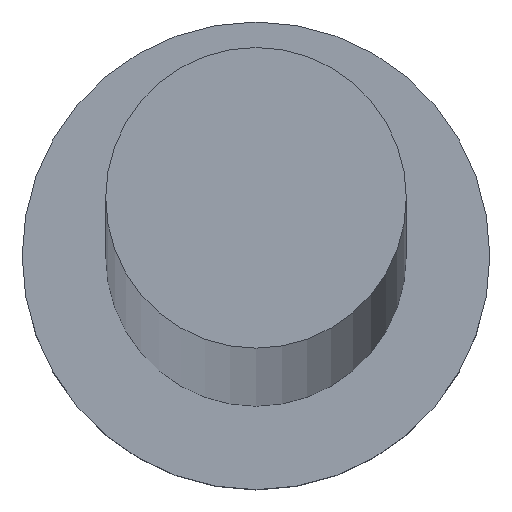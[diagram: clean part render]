
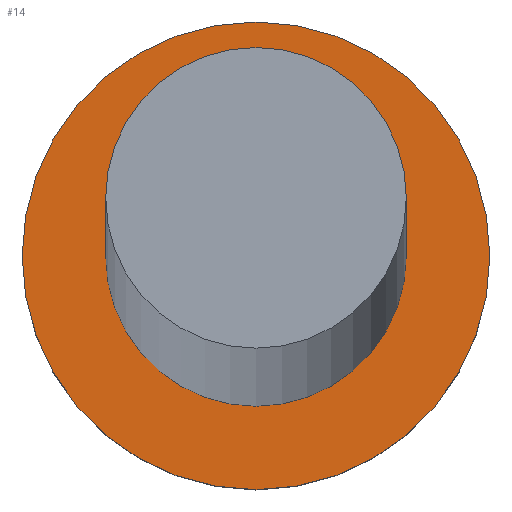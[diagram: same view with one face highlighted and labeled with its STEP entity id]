
A CAD part, top view. The second image highlights one B-rep face of the part: STEP entity #14.
In plain terms, the highlighted planar face has unit normal (0, 0, 1).
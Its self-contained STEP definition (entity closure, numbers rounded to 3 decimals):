
#1 = CARTESIAN_POINT ( 'NONE',  ( 4.5, 0., 5. ) ) ;
#14 = ADVANCED_FACE ( 'NONE', ( #144, #210 ), #30, .T. ) ;
#23 = EDGE_LOOP ( 'NONE', ( #123, #127 ) ) ;
#24 = VERTEX_POINT ( 'NONE', #78 ) ;
#25 = EDGE_CURVE ( 'NONE', #67, #156, #137, .T. ) ;
#27 = CARTESIAN_POINT ( 'NONE',  ( 0., 0., 5. ) ) ;
#30 = PLANE ( 'NONE',  #200 ) ;
#50 = DIRECTION ( 'NONE',  ( 1., 0., 0. ) ) ;
#57 = CARTESIAN_POINT ( 'NONE',  ( 7., 0., 5. ) ) ;
#62 = CARTESIAN_POINT ( 'NONE',  ( 0., 0., 5. ) ) ;
#67 = VERTEX_POINT ( 'NONE', #205 ) ;
#70 = CARTESIAN_POINT ( 'NONE',  ( 0., 0., 5. ) ) ;
#78 = CARTESIAN_POINT ( 'NONE',  ( -7., 0., 5. ) ) ;
#83 = EDGE_LOOP ( 'NONE', ( #230, #105 ) ) ;
#84 = AXIS2_PLACEMENT_3D ( 'NONE', #27, #180, #50 ) ;
#98 = EDGE_CURVE ( 'NONE', #249, #24, #103, .T. ) ;
#103 = CIRCLE ( 'NONE', #84, 7. ) ;
#105 = ORIENTED_EDGE ( 'NONE', *, *, #202, .F. ) ;
#106 = DIRECTION ( 'NONE',  ( 0., 0., 1. ) ) ;
#109 = DIRECTION ( 'NONE',  ( 1., 0., 0. ) ) ;
#110 = CARTESIAN_POINT ( 'NONE',  ( 0., 0., 5. ) ) ;
#111 = AXIS2_PLACEMENT_3D ( 'NONE', #62, #141, #207 ) ;
#123 = ORIENTED_EDGE ( 'NONE', *, *, #165, .T. ) ;
#127 = ORIENTED_EDGE ( 'NONE', *, *, #98, .T. ) ;
#131 = DIRECTION ( 'NONE',  ( 1., 0., 0. ) ) ;
#135 = DIRECTION ( 'NONE',  ( 0., 0., 1. ) ) ;
#136 = DIRECTION ( 'NONE',  ( 1., 0., 0. ) ) ;
#137 = CIRCLE ( 'NONE', #111, 4.5 ) ;
#141 = DIRECTION ( 'NONE',  ( 0., 0., 1. ) ) ;
#144 = FACE_BOUND ( 'NONE', #83, .T. ) ;
#152 = CARTESIAN_POINT ( 'NONE',  ( 0., 0., 5. ) ) ;
#156 = VERTEX_POINT ( 'NONE', #1 ) ;
#165 = EDGE_CURVE ( 'NONE', #24, #249, #173, .T. ) ;
#173 = CIRCLE ( 'NONE', #206, 7. ) ;
#177 = CIRCLE ( 'NONE', #213, 4.5 ) ;
#180 = DIRECTION ( 'NONE',  ( 0., 0., 1. ) ) ;
#200 = AXIS2_PLACEMENT_3D ( 'NONE', #110, #106, #109 ) ;
#202 = EDGE_CURVE ( 'NONE', #156, #67, #177, .T. ) ;
#205 = CARTESIAN_POINT ( 'NONE',  ( -4.5, 0., 5. ) ) ;
#206 = AXIS2_PLACEMENT_3D ( 'NONE', #70, #234, #131 ) ;
#207 = DIRECTION ( 'NONE',  ( 1., 0., 0. ) ) ;
#210 = FACE_OUTER_BOUND ( 'NONE', #23, .T. ) ;
#213 = AXIS2_PLACEMENT_3D ( 'NONE', #152, #135, #136 ) ;
#230 = ORIENTED_EDGE ( 'NONE', *, *, #25, .F. ) ;
#234 = DIRECTION ( 'NONE',  ( 0., 0., 1. ) ) ;
#249 = VERTEX_POINT ( 'NONE', #57 ) ;
